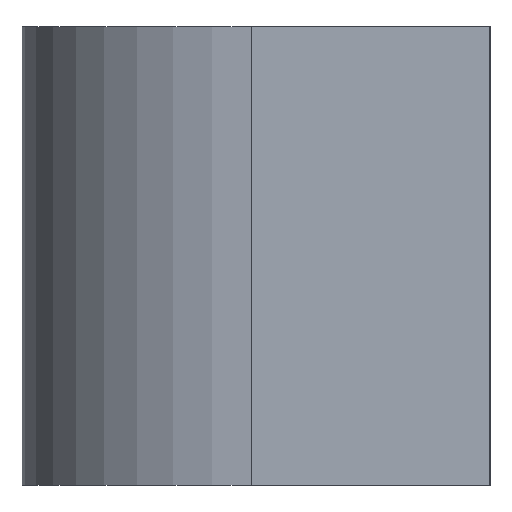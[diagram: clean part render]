
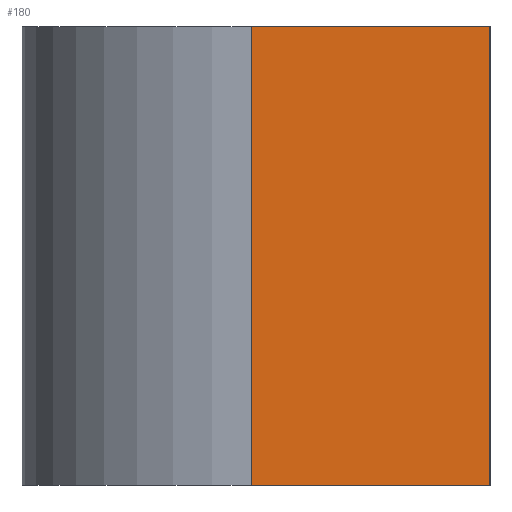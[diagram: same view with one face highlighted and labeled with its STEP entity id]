
A CAD part, left-side view. The second image highlights one B-rep face of the part: STEP entity #180.
In plain terms, the highlighted planar face has unit normal (-1, 0, 0).
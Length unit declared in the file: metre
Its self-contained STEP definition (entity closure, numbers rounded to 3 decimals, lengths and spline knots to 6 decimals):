
#178 = EDGE_CURVE( '', #429, #415, #430, .T. );
#180 = ADVANCED_FACE( '', ( #432 ), #433, .F. );
#192 = EDGE_CURVE( '', #368, #429, #452, .T. );
#200 = EDGE_CURVE( '', #368, #460, #461, .T. );
#254 = EDGE_CURVE( '', #460, #415, #532, .T. );
#368 = VERTEX_POINT( '', #660 );
#415 = VERTEX_POINT( '', #726 );
#429 = VERTEX_POINT( '', #745 );
#430 = LINE( '', #746, #747 );
#432 = FACE_OUTER_BOUND( '', #749, .T. );
#433 = PLANE( '', #750 );
#452 = LINE( '', #778, #779 );
#460 = VERTEX_POINT( '', #794 );
#461 = LINE( '', #795, #796 );
#532 = LINE( '', #901, #902 );
#660 = CARTESIAN_POINT( '', ( -0.00125, 0.000028, 0.000999 ) );
#726 = CARTESIAN_POINT( '', ( -0.00125, -0.000492, -0.000001 ) );
#745 = CARTESIAN_POINT( '', ( -0.00125, -0.000492, 0.000999 ) );
#746 = CARTESIAN_POINT( '', ( -0.00125, -0.000492, -0.000001 ) );
#747 = VECTOR( '', #1112, 1. );
#749 = EDGE_LOOP( '', ( #1114, #1115, #1116, #1117 ) );
#750 = AXIS2_PLACEMENT_3D( '', #1118, #1119, #1120 );
#778 = CARTESIAN_POINT( '', ( -0.00125, -0.000472, 0.000999 ) );
#779 = VECTOR( '', #1133, 1. );
#794 = CARTESIAN_POINT( '', ( -0.00125, 0.000028, -0.000001 ) );
#795 = CARTESIAN_POINT( '', ( -0.00125, 0.000028, 0.000999 ) );
#796 = VECTOR( '', #1137, 1. );
#901 = CARTESIAN_POINT( '', ( -0.00125, -0.000472, -0.000001 ) );
#902 = VECTOR( '', #1243, 1. );
#1112 = DIRECTION( '', ( 0., 0., -1. ) );
#1114 = ORIENTED_EDGE( '', *, *, #254, .T. );
#1115 = ORIENTED_EDGE( '', *, *, #178, .F. );
#1116 = ORIENTED_EDGE( '', *, *, #192, .F. );
#1117 = ORIENTED_EDGE( '', *, *, #200, .T. );
#1118 = CARTESIAN_POINT( '', ( -0.00125, -0.000472, 0.000999 ) );
#1119 = DIRECTION( '', ( 1., 0., 0. ) );
#1120 = DIRECTION( '', ( 0., 1., 0. ) );
#1133 = DIRECTION( '', ( 0., -1., 0. ) );
#1137 = DIRECTION( '', ( 0., 0., -1. ) );
#1243 = DIRECTION( '', ( 0., -1., 0. ) );
